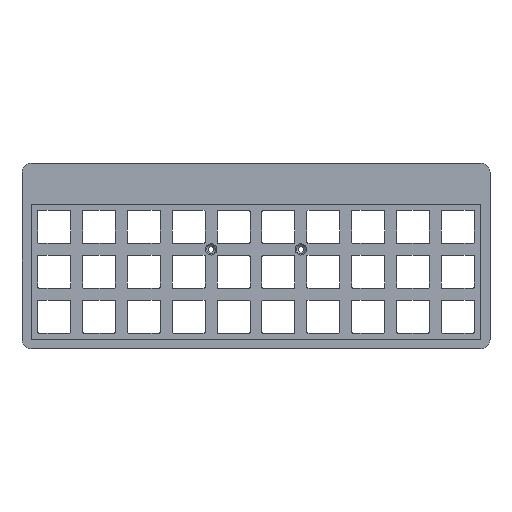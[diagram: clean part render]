
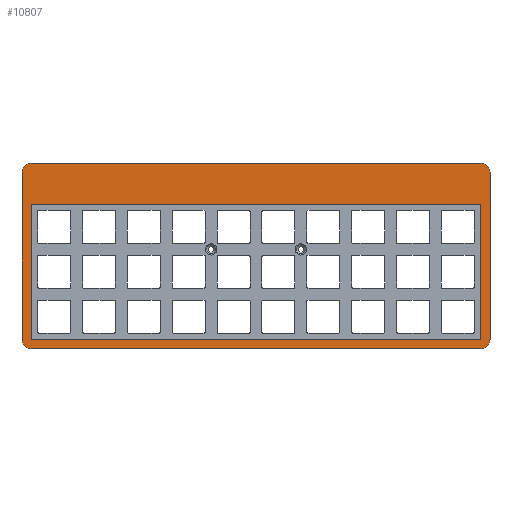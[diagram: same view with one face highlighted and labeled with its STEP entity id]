
A CAD part, top view. The second image highlights one B-rep face of the part: STEP entity #10807.
In plain terms, the highlighted planar face has unit normal (0, 0, 1).
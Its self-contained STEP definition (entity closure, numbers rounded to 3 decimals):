
#383=FACE_BOUND('',#3958,.T.);
#1361=LINE('',#18171,#2395);
#1364=LINE('',#18180,#2398);
#1372=LINE('',#18204,#2406);
#1386=LINE('',#18256,#2420);
#1389=LINE('',#18264,#2423);
#1391=LINE('',#18270,#2425);
#1392=LINE('',#18271,#2426);
#1393=LINE('',#18272,#2427);
#2395=VECTOR('',#14983,10.);
#2398=VECTOR('',#14992,10.);
#2406=VECTOR('',#15016,10.);
#2420=VECTOR('',#15060,10.);
#2423=VECTOR('',#15069,10.);
#2425=VECTOR('',#15077,10.);
#2426=VECTOR('',#15078,10.);
#2427=VECTOR('',#15079,10.);
#2733=PLANE('',#11900);
#3290=FACE_OUTER_BOUND('',#3957,.T.);
#3957=EDGE_LOOP('',(#10156,#10157,#10158,#10159,#10160,#10161,#10162,#10163));
#3958=EDGE_LOOP('',(#10164,#10165,#10166,#10167,#10168,#10169,#10170,#10171));
#4488=CIRCLE('',#11867,0.4);
#4489=CIRCLE('',#11870,0.4);
#4490=CIRCLE('',#11873,0.4);
#4491=CIRCLE('',#11875,0.4);
#4493=CIRCLE('',#11878,4.);
#4505=CIRCLE('',#11893,4.);
#4506=CIRCLE('',#11896,4.);
#4507=CIRCLE('',#11899,4.);
#5504=VERTEX_POINT('',#18163);
#5505=VERTEX_POINT('',#18165);
#5506=VERTEX_POINT('',#18169);
#5507=VERTEX_POINT('',#18173);
#5508=VERTEX_POINT('',#18175);
#5509=VERTEX_POINT('',#18179);
#5510=VERTEX_POINT('',#18183);
#5511=VERTEX_POINT('',#18187);
#5514=VERTEX_POINT('',#18194);
#5515=VERTEX_POINT('',#18196);
#5517=VERTEX_POINT('',#18202);
#5539=VERTEX_POINT('',#18250);
#5540=VERTEX_POINT('',#18254);
#5541=VERTEX_POINT('',#18258);
#5542=VERTEX_POINT('',#18259);
#5543=VERTEX_POINT('',#18266);
#7041=EDGE_CURVE('',#5504,#5505,#4488,.T.);
#7044=EDGE_CURVE('',#5504,#5506,#1361,.T.);
#7046=EDGE_CURVE('',#5507,#5508,#4489,.T.);
#7048=EDGE_CURVE('',#5509,#5508,#1364,.T.);
#7050=EDGE_CURVE('',#5509,#5510,#4490,.T.);
#7053=EDGE_CURVE('',#5511,#5506,#4491,.T.);
#7056=EDGE_CURVE('',#5514,#5515,#4493,.T.);
#7060=EDGE_CURVE('',#5514,#5517,#1372,.T.);
#7083=EDGE_CURVE('',#5539,#5517,#4505,.T.);
#7086=EDGE_CURVE('',#5539,#5540,#1386,.T.);
#7087=EDGE_CURVE('',#5541,#5542,#4506,.T.);
#7090=EDGE_CURVE('',#5541,#5515,#1389,.T.);
#7091=EDGE_CURVE('',#5543,#5540,#4507,.T.);
#7093=EDGE_CURVE('',#5543,#5542,#1391,.T.);
#7094=EDGE_CURVE('',#5507,#5505,#1392,.T.);
#7095=EDGE_CURVE('',#5511,#5510,#1393,.T.);
#10156=ORIENTED_EDGE('',*,*,#7056,.F.);
#10157=ORIENTED_EDGE('',*,*,#7060,.T.);
#10158=ORIENTED_EDGE('',*,*,#7083,.F.);
#10159=ORIENTED_EDGE('',*,*,#7086,.T.);
#10160=ORIENTED_EDGE('',*,*,#7091,.F.);
#10161=ORIENTED_EDGE('',*,*,#7093,.T.);
#10162=ORIENTED_EDGE('',*,*,#7087,.F.);
#10163=ORIENTED_EDGE('',*,*,#7090,.T.);
#10164=ORIENTED_EDGE('',*,*,#7048,.T.);
#10165=ORIENTED_EDGE('',*,*,#7046,.F.);
#10166=ORIENTED_EDGE('',*,*,#7094,.T.);
#10167=ORIENTED_EDGE('',*,*,#7041,.F.);
#10168=ORIENTED_EDGE('',*,*,#7044,.T.);
#10169=ORIENTED_EDGE('',*,*,#7053,.F.);
#10170=ORIENTED_EDGE('',*,*,#7095,.T.);
#10171=ORIENTED_EDGE('',*,*,#7050,.F.);
#10807=ADVANCED_FACE('',(#3290,#383),#2733,.T.);
#11867=AXIS2_PLACEMENT_3D('',#18166,#14977,#14978);
#11870=AXIS2_PLACEMENT_3D('',#18176,#14987,#14988);
#11873=AXIS2_PLACEMENT_3D('',#18184,#14996,#14997);
#11875=AXIS2_PLACEMENT_3D('',#18189,#15002,#15003);
#11878=AXIS2_PLACEMENT_3D('',#18197,#15009,#15010);
#11893=AXIS2_PLACEMENT_3D('',#18251,#15054,#15055);
#11896=AXIS2_PLACEMENT_3D('',#18260,#15063,#15064);
#11899=AXIS2_PLACEMENT_3D('',#18267,#15072,#15073);
#11900=AXIS2_PLACEMENT_3D('',#18269,#15075,#15076);
#14977=DIRECTION('center_axis',(0.,0.,1.));
#14978=DIRECTION('ref_axis',(-0.707,-0.707,0.));
#14983=DIRECTION('',(0.,1.,0.));
#14987=DIRECTION('center_axis',(0.,0.,1.));
#14988=DIRECTION('ref_axis',(0.707,-0.707,0.));
#14992=DIRECTION('',(0.,-1.,0.));
#14996=DIRECTION('center_axis',(0.,0.,1.));
#14997=DIRECTION('ref_axis',(0.707,0.707,0.));
#15002=DIRECTION('center_axis',(0.,0.,1.));
#15003=DIRECTION('ref_axis',(-0.707,0.707,0.));
#15009=DIRECTION('center_axis',(0.,0.,-1.));
#15010=DIRECTION('ref_axis',(-0.707,0.707,0.));
#15016=DIRECTION('',(0.,-1.,0.));
#15054=DIRECTION('center_axis',(0.,0.,-1.));
#15055=DIRECTION('ref_axis',(-0.707,-0.707,0.));
#15060=DIRECTION('',(1.,0.,0.));
#15063=DIRECTION('center_axis',(0.,0.,-1.));
#15064=DIRECTION('ref_axis',(0.707,0.707,0.));
#15069=DIRECTION('',(-1.,0.,0.));
#15072=DIRECTION('center_axis',(0.,0.,-1.));
#15073=DIRECTION('ref_axis',(0.707,-0.707,0.));
#15075=DIRECTION('center_axis',(0.,0.,1.));
#15076=DIRECTION('ref_axis',(1.,0.,0.));
#15077=DIRECTION('',(0.,1.,0.));
#15078=DIRECTION('',(-1.,0.,0.));
#15079=DIRECTION('',(1.,0.,0.));
#18163=CARTESIAN_POINT('',(-0.125,-56.875,7.));
#18165=CARTESIAN_POINT('',(0.275,-57.275,7.));
#18166=CARTESIAN_POINT('Origin',(0.275,-56.875,7.));
#18169=CARTESIAN_POINT('',(-0.125,-0.275,7.));
#18171=CARTESIAN_POINT('',(-0.125,13.525,7.));
#18173=CARTESIAN_POINT('',(190.225,-57.275,7.));
#18175=CARTESIAN_POINT('',(190.625,-56.875,7.));
#18176=CARTESIAN_POINT('Origin',(190.225,-56.875,7.));
#18179=CARTESIAN_POINT('',(190.625,-0.275,7.));
#18180=CARTESIAN_POINT('',(190.625,13.525,7.));
#18183=CARTESIAN_POINT('',(190.225,0.125,7.));
#18184=CARTESIAN_POINT('Origin',(190.225,-0.275,7.));
#18187=CARTESIAN_POINT('',(0.275,0.125,7.));
#18189=CARTESIAN_POINT('Origin',(0.275,-0.275,7.));
#18194=CARTESIAN_POINT('',(-4.125,13.525,7.));
#18196=CARTESIAN_POINT('',(-0.125,17.525,7.));
#18197=CARTESIAN_POINT('Origin',(-0.125,13.525,7.));
#18202=CARTESIAN_POINT('',(-4.125,-57.275,7.));
#18204=CARTESIAN_POINT('',(-4.125,17.525,7.));
#18250=CARTESIAN_POINT('',(-0.125,-61.275,7.));
#18251=CARTESIAN_POINT('Origin',(-0.125,-57.275,7.));
#18254=CARTESIAN_POINT('',(190.625,-61.275,7.));
#18256=CARTESIAN_POINT('',(194.625,-61.275,7.));
#18258=CARTESIAN_POINT('',(190.625,17.525,7.));
#18259=CARTESIAN_POINT('',(194.625,13.525,7.));
#18260=CARTESIAN_POINT('Origin',(190.625,13.525,7.));
#18264=CARTESIAN_POINT('',(-4.125,17.525,7.));
#18266=CARTESIAN_POINT('',(194.625,-57.275,7.));
#18267=CARTESIAN_POINT('Origin',(190.625,-57.275,7.));
#18269=CARTESIAN_POINT('Origin',(-0.325,13.725,7.));
#18270=CARTESIAN_POINT('',(194.625,17.525,7.));
#18271=CARTESIAN_POINT('',(190.625,-57.275,7.));
#18272=CARTESIAN_POINT('',(-0.125,0.125,7.));
